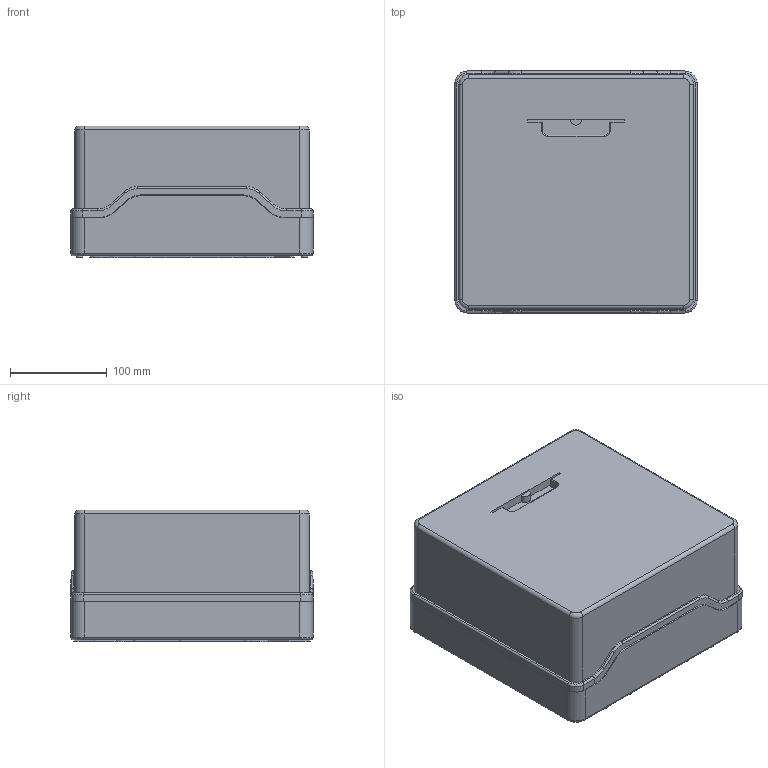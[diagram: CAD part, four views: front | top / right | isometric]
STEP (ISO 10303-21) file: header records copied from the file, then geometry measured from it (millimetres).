
FILE_DESCRIPTION((''),'2;1');
FILE_NAME('GW40005_ASM','2021-08-03T16:04:08',('user'),('Axiro Italia'),'CREO PARAMETRIC BY PTC INC, 2020354','CREO PARAMETRIC BY PTC INC, 2020354','');
FILE_SCHEMA(('CONFIG_CONTROL_DESIGN'));
Length unit declared in the file: millimetre
Products named in the file (4): GW40005_SCATOLA_OR; GW40005_COPERCHIO_OR; GUIDA_DIN_12_1; GW40005_ASM
Assembly tree (3 placements, depth 2):
  GW40005_ASM
    GW40005_SCATOLA_OR
    GW40005_COPERCHIO_OR
    GUIDA_DIN_12_1
Bounding box: 250 x 250 x 136 mm (x, y, z)
Volume: 1640536.8 mm3; surface area: 649210.6 mm2
Topology: 3 solids, 4 shells, 1253 faces, 3261 edges, 2079 vertices
Faces by surface type: plane 697, cylinder 402, torus 86, cone 68
Entity records: 38477 total; most frequent: DIRECTION 6805, CARTESIAN_POINT 6790, ORIENTED_EDGE 6518, EDGE_CURVE 3259, AXIS2_PLACEMENT_3D 2318, VECTOR 2169, LINE 2169, VERTEX_POINT 2079
